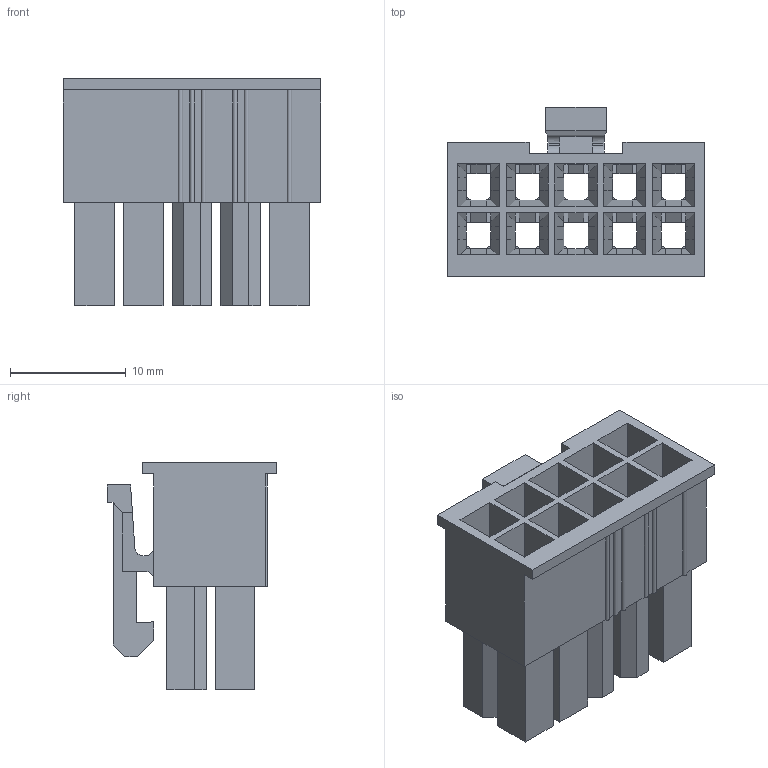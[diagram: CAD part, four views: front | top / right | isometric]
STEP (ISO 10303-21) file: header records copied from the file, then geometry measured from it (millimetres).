
FILE_DESCRIPTION(/* description */ ('Unknown'),/* implementation_level */ '2;1');
FILE_NAME(/* name */ '649010113322',/* time_stamp */ '2019-08-21T08:22:03+02:00',/* author */ ('Unknown'),/* organization */ ('Unknown'),/* preprocessor_version */ 'ST-DEVELOPER v16.7',/* originating_system */ 'DEX',/* authorisation */ $);
FILE_SCHEMA (('AUTOMOTIVE_DESIGN {1 0 10303 214 3 1 1}'));
Length unit declared in the file: millimetre
Products named in the file (2): 6490xx113322; 649010113322
Assembly tree (1 placements, depth 2):
  6490xx113322
    649010113322
Bounding box: 22.2 x 14.6 x 19.6 mm (x, y, z)
Volume: 1734 mm3; surface area: 4771.5 mm2
Topology: 1 solids, 1 shells, 648 faces, 1704 edges, 1068 vertices
Faces by surface type: plane 637, cylinder 11
Entity records: 19393 total; most frequent: CARTESIAN_POINT 3422, ORIENTED_EDGE 3408, DIRECTION 3028, EDGE_CURVE 1704, LINE 1680, VECTOR 1680, VERTEX_POINT 1068, EDGE_LOOP 680
